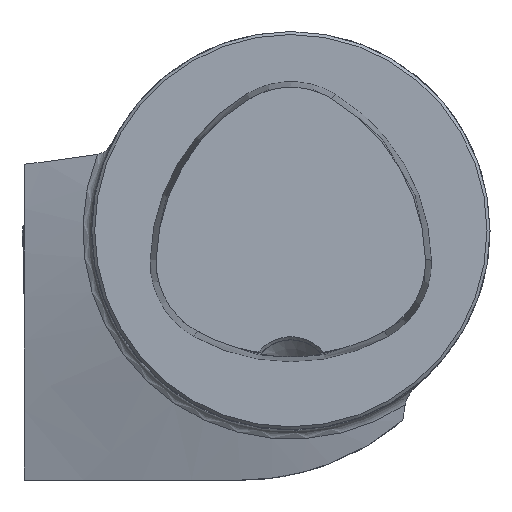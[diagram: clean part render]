
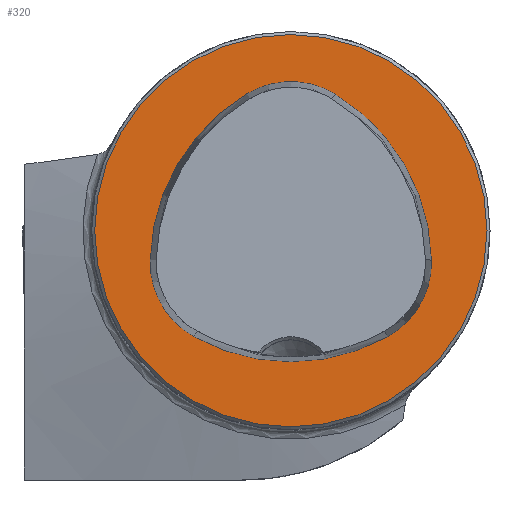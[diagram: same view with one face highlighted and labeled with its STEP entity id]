
A CAD part, top view. The second image highlights one B-rep face of the part: STEP entity #320.
In plain terms, the highlighted planar face has unit normal (0, 0, 1).
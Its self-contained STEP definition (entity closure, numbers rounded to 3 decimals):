
#130=FACE_BOUND('',#626,.T.);
#131=FACE_BOUND('',#627,.T.);
#250=CIRCLE('',#2576,20.063);
#252=CIRCLE('',#2579,20.063);
#253=CIRCLE('',#2580,8.563);
#254=CIRCLE('',#2581,20.063);
#255=CIRCLE('',#2582,8.563);
#256=CIRCLE('',#2583,8.563);
#257=CIRCLE('',#2584,19.7);
#320=ADVANCED_FACE('CU_E_LO_SU_1',(#130,#131),#436,.T.);
#436=PLANE('',#2585);
#626=EDGE_LOOP('',(#999,#1000,#1001,#1002,#1003,#1004));
#627=EDGE_LOOP('',(#1005));
#999=ORIENTED_EDGE('',*,*,#1859,.F.);
#1000=ORIENTED_EDGE('',*,*,#1860,.F.);
#1001=ORIENTED_EDGE('',*,*,#1861,.F.);
#1002=ORIENTED_EDGE('',*,*,#1862,.F.);
#1003=ORIENTED_EDGE('',*,*,#1856,.F.);
#1004=ORIENTED_EDGE('',*,*,#1863,.F.);
#1005=ORIENTED_EDGE('',*,*,#1864,.T.);
#1610=VERTEX_POINT('',#4097);
#1611=VERTEX_POINT('',#4099);
#1613=VERTEX_POINT('',#4105);
#1614=VERTEX_POINT('',#4106);
#1615=VERTEX_POINT('',#4108);
#1616=VERTEX_POINT('',#4110);
#1617=VERTEX_POINT('',#4114);
#1856=EDGE_CURVE('',#1610,#1611,#250,.T.);
#1859=EDGE_CURVE('',#1613,#1614,#252,.T.);
#1860=EDGE_CURVE('',#1615,#1613,#253,.T.);
#1861=EDGE_CURVE('',#1616,#1615,#254,.T.);
#1862=EDGE_CURVE('',#1611,#1616,#255,.T.);
#1863=EDGE_CURVE('',#1614,#1610,#256,.T.);
#1864=EDGE_CURVE('',#1617,#1617,#257,.T.);
#2576=AXIS2_PLACEMENT_3D('',#4098,#2952,#2953);
#2579=AXIS2_PLACEMENT_3D('',#4104,#2959,#2960);
#2580=AXIS2_PLACEMENT_3D('',#4107,#2961,#2962);
#2581=AXIS2_PLACEMENT_3D('',#4109,#2963,#2964);
#2582=AXIS2_PLACEMENT_3D('',#4111,#2965,#2966);
#2583=AXIS2_PLACEMENT_3D('',#4112,#2967,#2968);
#2584=AXIS2_PLACEMENT_3D('',#4113,#2969,#2970);
#2585=AXIS2_PLACEMENT_3D('',#4115,#2971,#2972);
#2952=DIRECTION('',(0.,0.,1.));
#2953=DIRECTION('',(1.,0.,0.));
#2959=DIRECTION('',(0.,0.,1.));
#2960=DIRECTION('',(1.,0.,0.));
#2961=DIRECTION('',(0.,0.,1.));
#2962=DIRECTION('',(1.,0.,0.));
#2963=DIRECTION('',(0.,0.,1.));
#2964=DIRECTION('',(1.,0.,0.));
#2965=DIRECTION('',(0.,0.,1.));
#2966=DIRECTION('',(1.,0.,0.));
#2967=DIRECTION('',(0.,0.,1.));
#2968=DIRECTION('',(1.,0.,0.));
#2969=DIRECTION('',(0.,0.,1.));
#2970=DIRECTION('',(1.,0.,0.));
#2971=DIRECTION('',(0.,0.,1.));
#2972=DIRECTION('',(1.,0.,0.));
#4097=CARTESIAN_POINT('',(-9.704,-10.66,0.));
#4098=CARTESIAN_POINT('',(0.,6.9,0.));
#4099=CARTESIAN_POINT('',(9.704,-10.66,0.));
#4104=CARTESIAN_POINT('',(5.934,-3.451,0.));
#4105=CARTESIAN_POINT('',(-4.418,13.735,0.));
#4106=CARTESIAN_POINT('',(-14.123,-2.953,0.));
#4107=CARTESIAN_POINT('',(0.,6.4,0.));
#4108=CARTESIAN_POINT('',(4.418,13.735,0.));
#4109=CARTESIAN_POINT('',(-5.934,-3.451,0.));
#4110=CARTESIAN_POINT('',(14.123,-2.953,0.));
#4111=CARTESIAN_POINT('',(5.562,-3.165,0.));
#4112=CARTESIAN_POINT('',(-5.562,-3.165,0.));
#4113=CARTESIAN_POINT('',(0.,0.,0.));
#4114=CARTESIAN_POINT('',(19.7,0.,0.));
#4115=CARTESIAN_POINT('',(0.,0.,0.));
